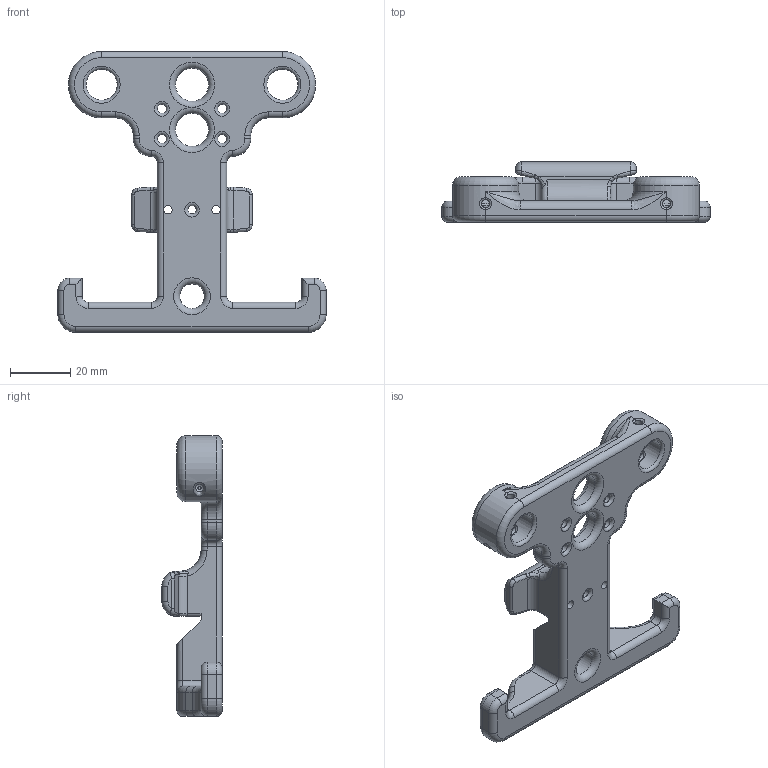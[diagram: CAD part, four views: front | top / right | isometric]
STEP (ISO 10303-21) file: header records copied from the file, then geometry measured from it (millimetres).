
FILE_DESCRIPTION(/* description */ ('STEP AP214'),/* implementation_level */ '2;1');
FILE_NAME(/* name */ '613a1d5bfd96905b97663a2a',/* time_stamp */ '2021-09-09T14:42:37+00:00',/* author */ (''),/* organization */ (''),/* preprocessor_version */ 'ST-DEVELOPER v18.1',/* originating_system */ ' ',/* authorisation */ ' ');
FILE_SCHEMA (('AUTOMOTIVE_DESIGN {1 0 10303 214 3 1 1}'));
Length unit declared in the file: metre
Products named in the file (1): battery-mount_4.0
Bounding box: 89 x 20 x 93.2 mm (x, y, z)
Volume: 42341.1 mm3; surface area: 16722.4 mm2
Topology: 1 solids, 1 shells, 232 faces, 557 edges, 319 vertices
Faces by surface type: cylinder 90, torus 77, plane 38, bspline 27
Full cylindrical faces by diameter (mm): 2.7 x4, 2.8 x3, 3 x6, 8.2 x1, 10.3 x2, 11 x2, 22 x2
Entity records: 7200 total; most frequent: CARTESIAN_POINT 2059, DIRECTION 1132, ORIENTED_EDGE 976, AXIS2_PLACEMENT_3D 490, EDGE_CURVE 488, EDGE_LOOP 318, FACE_BOUND 318, VERTEX_POINT 308
